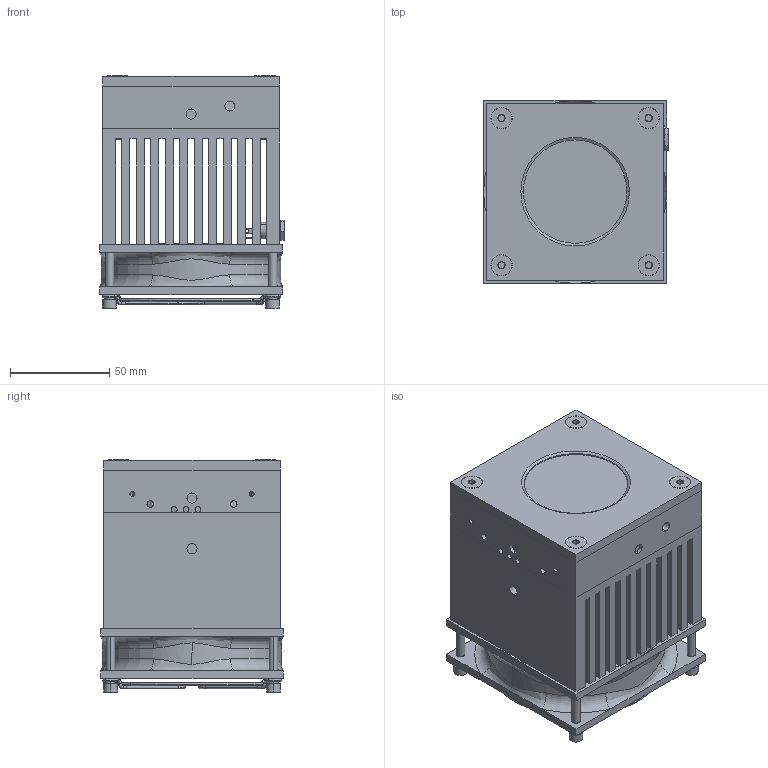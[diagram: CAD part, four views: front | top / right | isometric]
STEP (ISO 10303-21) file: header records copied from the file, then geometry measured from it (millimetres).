
FILE_DESCRIPTION (( 'STEP AP214' ), '1' );
FILE_NAME ('STEP UP55N-150F-QED-D0.STEP', '2018-09-10T17:36:05', ( '' ), ( '' ), 'SwSTEP 2.0', 'SolidWorks 2018', '' );
FILE_SCHEMA (( 'AUTOMOTIVE_DESIGN' ));
Length unit declared in the file: millimetre
Products named in the file (1): STEP UP55N-150F-QED-D0
Bounding box: 92.9 x 92 x 116.73 mm (x, y, z)
Volume: 567219.1 mm3; surface area: 243965.7 mm2
Topology: 33 solids, 33 shells, 1336 faces, 3436 edges, 2201 vertices
Faces by surface type: plane 490, cylinder 443, bspline 222, cone 107, torus 74
Entity records: 86731 total; most frequent: CARTESIAN_POINT 41637, ORIENTED_EDGE 6836, DIRECTION 5385, EDGE_CURVE 3418, VERTEX_POINT 2201, AXIS2_PLACEMENT_3D 1823, VECTOR 1739, LINE 1739
